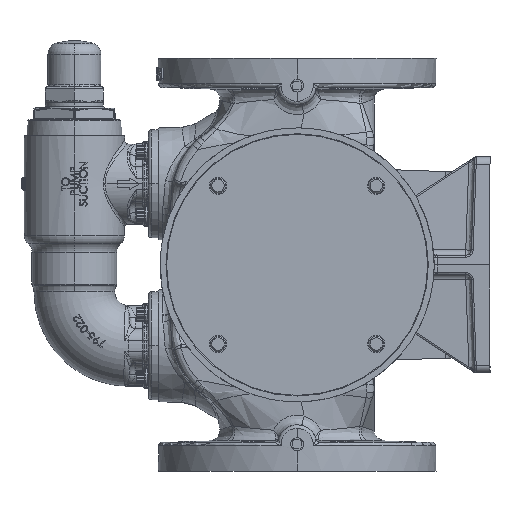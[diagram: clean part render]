
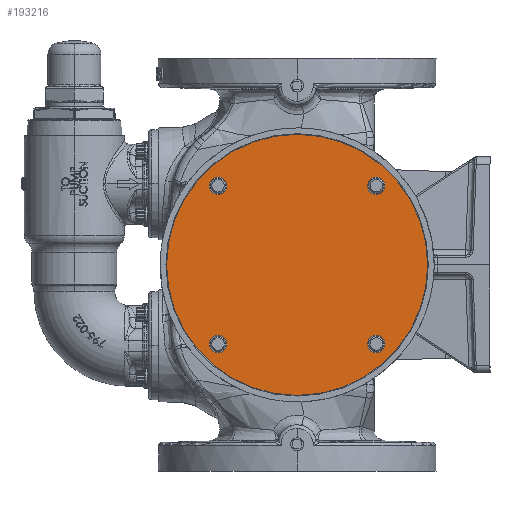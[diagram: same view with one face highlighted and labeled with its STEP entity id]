
A CAD part, left-side view. The second image highlights one B-rep face of the part: STEP entity #193216.
In plain terms, the highlighted planar face has unit normal (-1, 0, 0).
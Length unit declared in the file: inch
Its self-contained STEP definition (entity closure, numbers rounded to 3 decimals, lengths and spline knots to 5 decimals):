
#394 = EDGE_LOOP ( 'NONE', ( #179394, #49121 ) ) ;
#4648 = AXIS2_PLACEMENT_3D ( 'NONE', #81732, #215712, #101050 ) ;
#10410 = ORIENTED_EDGE ( 'NONE', *, *, #124943, .F. ) ;
#11123 = CIRCLE ( 'NONE', #34033, 0.28125 ) ;
#11772 = DIRECTION ( 'NONE',  ( -1., 0., 0. ) ) ;
#21661 = DIRECTION ( 'NONE',  ( -1., 0., 0. ) ) ;
#22053 = CARTESIAN_POINT ( 'NONE',  ( -21.2, 2.56326, 2.84451 ) ) ;
#25143 = CARTESIAN_POINT ( 'NONE',  ( -21.2, 2.56326, -2.56326 ) ) ;
#25158 = ORIENTED_EDGE ( 'NONE', *, *, #237806, .F. ) ;
#25563 = VERTEX_POINT ( 'NONE', #228605 ) ;
#25805 = EDGE_LOOP ( 'NONE', ( #25158, #72089 ) ) ;
#30295 = PLANE ( 'NONE',  #100362 ) ;
#31172 = FACE_BOUND ( 'NONE', #109682, .T. ) ;
#34033 = AXIS2_PLACEMENT_3D ( 'NONE', #190103, #75373, #209440 ) ;
#34121 = CARTESIAN_POINT ( 'NONE',  ( -21.2, 2.56326, -2.84451 ) ) ;
#38526 = VERTEX_POINT ( 'NONE', #157739 ) ;
#44387 = DIRECTION ( 'NONE',  ( 0., 0., 1. ) ) ;
#49121 = ORIENTED_EDGE ( 'NONE', *, *, #106782, .T. ) ;
#56743 = VERTEX_POINT ( 'NONE', #22053 ) ;
#56927 = DIRECTION ( 'NONE',  ( -1., 0., 0. ) ) ;
#59865 = CIRCLE ( 'NONE', #4648, 0.28125 ) ;
#63951 = CARTESIAN_POINT ( 'NONE',  ( -21.2, -2.56326, -2.84451 ) ) ;
#67996 = VERTEX_POINT ( 'NONE', #34121 ) ;
#72089 = ORIENTED_EDGE ( 'NONE', *, *, #151260, .F. ) ;
#72990 = EDGE_CURVE ( 'NONE', #25563, #185580, #77018, .T. ) ;
#74295 = EDGE_CURVE ( 'NONE', #38526, #149490, #118424, .T. ) ;
#75373 = DIRECTION ( 'NONE',  ( -1., 0., 0. ) ) ;
#76077 = CARTESIAN_POINT ( 'NONE',  ( -21.2, 2.56326, -2.28201 ) ) ;
#77018 = CIRCLE ( 'NONE', #95212, 0.28125 ) ;
#78427 = CARTESIAN_POINT ( 'NONE',  ( -21.2, -2.56326, -2.56326 ) ) ;
#79681 = ORIENTED_EDGE ( 'NONE', *, *, #166581, .F. ) ;
#81732 = CARTESIAN_POINT ( 'NONE',  ( -21.2, 2.56326, -2.56326 ) ) ;
#82030 = FACE_BOUND ( 'NONE', #130932, .T. ) ;
#82224 = CARTESIAN_POINT ( 'NONE',  ( -21.2, 2.56326, 2.56326 ) ) ;
#84884 = CARTESIAN_POINT ( 'NONE',  ( -21.2, -2.56326, 2.28201 ) ) ;
#87562 = ORIENTED_EDGE ( 'NONE', *, *, #199589, .F. ) ;
#90142 = CIRCLE ( 'NONE', #181726, 0.28125 ) ;
#91255 = CARTESIAN_POINT ( 'NONE',  ( -21.2, -2.56326, -2.56326 ) ) ;
#95032 = EDGE_LOOP ( 'NONE', ( #79681, #10410 ) ) ;
#95212 = AXIS2_PLACEMENT_3D ( 'NONE', #91255, #225196, #110603 ) ;
#97773 = DIRECTION ( 'NONE',  ( 0., 0., 1. ) ) ;
#100362 = AXIS2_PLACEMENT_3D ( 'NONE', #223563, #108967, #242830 ) ;
#101050 = DIRECTION ( 'NONE',  ( 0., 0., 1. ) ) ;
#101549 = DIRECTION ( 'NONE',  ( 0., 0., 1. ) ) ;
#101853 = AXIS2_PLACEMENT_3D ( 'NONE', #126397, #11772, #145700 ) ;
#103116 = AXIS2_PLACEMENT_3D ( 'NONE', #136291, #21661, #155582 ) ;
#106782 = EDGE_CURVE ( 'NONE', #149490, #38526, #196097, .T. ) ;
#108967 = DIRECTION ( 'NONE',  ( -1., 0., 0. ) ) ;
#109682 = EDGE_LOOP ( 'NONE', ( #87562, #221249 ) ) ;
#110569 = DIRECTION ( 'NONE',  ( -1., 0., 0. ) ) ;
#110603 = DIRECTION ( 'NONE',  ( 0., 0., 1. ) ) ;
#116413 = ORIENTED_EDGE ( 'NONE', *, *, #72990, .F. ) ;
#118424 = CIRCLE ( 'NONE', #101853, 4.2305 ) ;
#119496 = CARTESIAN_POINT ( 'NONE',  ( -21.2, 0., -4.2305 ) ) ;
#124943 = EDGE_CURVE ( 'NONE', #141874, #218559, #130384, .T. ) ;
#126397 = CARTESIAN_POINT ( 'NONE',  ( -21.2, 0., 0. ) ) ;
#126924 = FACE_BOUND ( 'NONE', #25805, .T. ) ;
#130384 = CIRCLE ( 'NONE', #170058, 0.28125 ) ;
#130932 = EDGE_LOOP ( 'NONE', ( #116413, #178295 ) ) ;
#132945 = FACE_BOUND ( 'NONE', #95032, .T. ) ;
#136291 = CARTESIAN_POINT ( 'NONE',  ( -21.2, 0., 0. ) ) ;
#137777 = AXIS2_PLACEMENT_3D ( 'NONE', #25143, #159071, #44387 ) ;
#141874 = VERTEX_POINT ( 'NONE', #84884 ) ;
#145700 = DIRECTION ( 'NONE',  ( 0., 0., 1. ) ) ;
#147205 = VERTEX_POINT ( 'NONE', #76077 ) ;
#149490 = VERTEX_POINT ( 'NONE', #119496 ) ;
#151260 = EDGE_CURVE ( 'NONE', #196247, #56743, #11123, .T. ) ;
#153769 = CIRCLE ( 'NONE', #211745, 0.28125 ) ;
#155582 = DIRECTION ( 'NONE',  ( 0., 0., 1. ) ) ;
#157739 = CARTESIAN_POINT ( 'NONE',  ( -21.2, 0., 4.2305 ) ) ;
#158118 = EDGE_CURVE ( 'NONE', #185580, #25563, #195793, .T. ) ;
#159071 = DIRECTION ( 'NONE',  ( -1., 0., 0. ) ) ;
#161895 = EDGE_CURVE ( 'NONE', #67996, #147205, #59865, .T. ) ;
#163197 = CARTESIAN_POINT ( 'NONE',  ( -21.2, 2.56326, 2.28201 ) ) ;
#166581 = EDGE_CURVE ( 'NONE', #218559, #141874, #90142, .T. ) ;
#170058 = AXIS2_PLACEMENT_3D ( 'NONE', #225171, #110569, #244458 ) ;
#171599 = CARTESIAN_POINT ( 'NONE',  ( -21.2, -2.56326, 2.56326 ) ) ;
#178295 = ORIENTED_EDGE ( 'NONE', *, *, #158118, .F. ) ;
#179394 = ORIENTED_EDGE ( 'NONE', *, *, #74295, .T. ) ;
#181726 = AXIS2_PLACEMENT_3D ( 'NONE', #171599, #56927, #190896 ) ;
#182441 = AXIS2_PLACEMENT_3D ( 'NONE', #78427, #212470, #97773 ) ;
#185580 = VERTEX_POINT ( 'NONE', #63951 ) ;
#190103 = CARTESIAN_POINT ( 'NONE',  ( -21.2, 2.56326, 2.56326 ) ) ;
#190896 = DIRECTION ( 'NONE',  ( 0., 0., 1. ) ) ;
#193216 = ADVANCED_FACE ( 'NONE', ( #31172, #126924, #132945, #82030, #228806 ), #30295, .T. ) ;
#195793 = CIRCLE ( 'NONE', #182441, 0.28125 ) ;
#196097 = CIRCLE ( 'NONE', #103116, 4.2305 ) ;
#196247 = VERTEX_POINT ( 'NONE', #163197 ) ;
#198571 = CIRCLE ( 'NONE', #137777, 0.28125 ) ;
#199589 = EDGE_CURVE ( 'NONE', #147205, #67996, #198571, .T. ) ;
#209440 = DIRECTION ( 'NONE',  ( 0., 0., 1. ) ) ;
#211745 = AXIS2_PLACEMENT_3D ( 'NONE', #82224, #216186, #101549 ) ;
#212470 = DIRECTION ( 'NONE',  ( -1., 0., 0. ) ) ;
#215712 = DIRECTION ( 'NONE',  ( -1., 0., 0. ) ) ;
#216186 = DIRECTION ( 'NONE',  ( -1., 0., 0. ) ) ;
#218407 = CARTESIAN_POINT ( 'NONE',  ( -21.2, -2.56326, 2.84451 ) ) ;
#218559 = VERTEX_POINT ( 'NONE', #218407 ) ;
#221249 = ORIENTED_EDGE ( 'NONE', *, *, #161895, .F. ) ;
#223563 = CARTESIAN_POINT ( 'NONE',  ( -21.2, 0., 0. ) ) ;
#225171 = CARTESIAN_POINT ( 'NONE',  ( -21.2, -2.56326, 2.56326 ) ) ;
#225196 = DIRECTION ( 'NONE',  ( -1., 0., 0. ) ) ;
#228605 = CARTESIAN_POINT ( 'NONE',  ( -21.2, -2.56326, -2.28201 ) ) ;
#228806 = FACE_OUTER_BOUND ( 'NONE', #394, .T. ) ;
#237806 = EDGE_CURVE ( 'NONE', #56743, #196247, #153769, .T. ) ;
#242830 = DIRECTION ( 'NONE',  ( 0., 0., 1. ) ) ;
#244458 = DIRECTION ( 'NONE',  ( 0., 0., 1. ) ) ;
